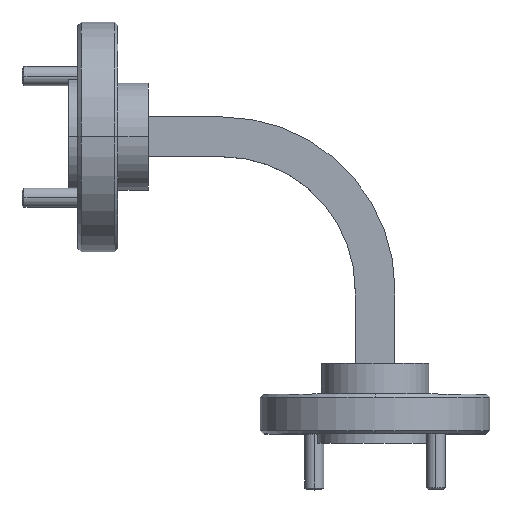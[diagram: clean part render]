
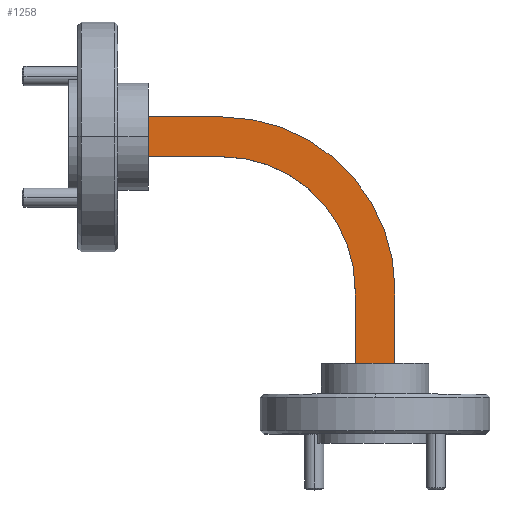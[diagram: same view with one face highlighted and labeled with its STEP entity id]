
A CAD part, top view. The second image highlights one B-rep face of the part: STEP entity #1258.
In plain terms, the highlighted planar face has unit normal (0, 0, 1).
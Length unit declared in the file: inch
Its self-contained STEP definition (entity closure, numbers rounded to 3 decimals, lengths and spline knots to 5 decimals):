
#130 = ORIENTED_EDGE ( 'NONE', *, *, #166, .F. ) ;
#133 = DIRECTION ( 'NONE',  ( 0., 0., -1. ) ) ;
#166 = EDGE_CURVE ( 'NONE', #208, #903, #1113, .T. ) ;
#208 = VERTEX_POINT ( 'NONE', #2792 ) ;
#224 = CARTESIAN_POINT ( 'NONE',  ( 0.5, -0.5, 0.09 ) ) ;
#228 = EDGE_CURVE ( 'NONE', #438, #208, #2069, .T. ) ;
#299 = CARTESIAN_POINT ( 'NONE',  ( 0.5, -0.74, 0.09 ) ) ;
#438 = VERTEX_POINT ( 'NONE', #4030 ) ;
#510 = ORIENTED_EDGE ( 'NONE', *, *, #2489, .F. ) ;
#547 = ORIENTED_EDGE ( 'NONE', *, *, #228, .F. ) ;
#595 = AXIS2_PLACEMENT_3D ( 'NONE', #2831, #3117, #2147 ) ;
#805 = VERTEX_POINT ( 'NONE', #4013 ) ;
#836 = EDGE_CURVE ( 'NONE', #3329, #4309, #2588, .T. ) ;
#850 = DIRECTION ( 'NONE',  ( 0., 0., -1. ) ) ;
#900 = CARTESIAN_POINT ( 'NONE',  ( 0.5, -0.5, 0.09 ) ) ;
#901 = CARTESIAN_POINT ( 'NONE',  ( 0.935, -0.5, 0.09 ) ) ;
#903 = VERTEX_POINT ( 'NONE', #2033 ) ;
#1023 = CARTESIAN_POINT ( 'NONE',  ( 0.5, -0.065, 0.09 ) ) ;
#1099 = FACE_OUTER_BOUND ( 'NONE', #2455, .T. ) ;
#1113 = LINE ( 'NONE', #1397, #4169 ) ;
#1176 = EDGE_CURVE ( 'NONE', #2212, #805, #2129, .T. ) ;
#1258 = ADVANCED_FACE ( 'NONE', ( #1099 ), #3789, .T. ) ;
#1386 = ORIENTED_EDGE ( 'NONE', *, *, #4014, .T. ) ;
#1397 = CARTESIAN_POINT ( 'NONE',  ( 1.065, -0.5, 0.09 ) ) ;
#1659 = VECTOR ( 'NONE', #3285, 39.37008 ) ;
#1719 = AXIS2_PLACEMENT_3D ( 'NONE', #224, #133, #2091 ) ;
#2033 = CARTESIAN_POINT ( 'NONE',  ( 1.065, -0.74, 0.09 ) ) ;
#2037 = DIRECTION ( 'NONE',  ( -1., 0., 0. ) ) ;
#2038 = ORIENTED_EDGE ( 'NONE', *, *, #836, .T. ) ;
#2069 = CIRCLE ( 'NONE', #1719, 0.565 ) ;
#2091 = DIRECTION ( 'NONE',  ( -1., 0., 0. ) ) ;
#2129 = LINE ( 'NONE', #3234, #2976 ) ;
#2138 = VERTEX_POINT ( 'NONE', #1023 ) ;
#2147 = DIRECTION ( 'NONE',  ( 1., 0., 0. ) ) ;
#2185 = DIRECTION ( 'NONE',  ( -1., 0., 0. ) ) ;
#2212 = VERTEX_POINT ( 'NONE', #2464 ) ;
#2316 = CARTESIAN_POINT ( 'NONE',  ( 0.5, -0.065, 0.09 ) ) ;
#2445 = ORIENTED_EDGE ( 'NONE', *, *, #1176, .F. ) ;
#2450 = EDGE_CURVE ( 'NONE', #2138, #2212, #3291, .T. ) ;
#2455 = EDGE_LOOP ( 'NONE', ( #510, #130, #547, #1386, #2445, #3469, #4101, #2038 ) ) ;
#2464 = CARTESIAN_POINT ( 'NONE',  ( 0.26, -0.065, 0.09 ) ) ;
#2489 = EDGE_CURVE ( 'NONE', #903, #4309, #3308, .T. ) ;
#2588 = LINE ( 'NONE', #901, #1659 ) ;
#2792 = CARTESIAN_POINT ( 'NONE',  ( 1.065, -0.5, 0.09 ) ) ;
#2831 = CARTESIAN_POINT ( 'NONE',  ( 0.5, -0.065, 0.09 ) ) ;
#2976 = VECTOR ( 'NONE', #4123, 39.37008 ) ;
#3009 = DIRECTION ( 'NONE',  ( -1., 0., 0. ) ) ;
#3117 = DIRECTION ( 'NONE',  ( 0., 0., 1. ) ) ;
#3210 = CARTESIAN_POINT ( 'NONE',  ( 0.935, -0.74, 0.09 ) ) ;
#3233 = CARTESIAN_POINT ( 'NONE',  ( 0.935, -0.5, 0.09 ) ) ;
#3234 = CARTESIAN_POINT ( 'NONE',  ( 0.26, -0.065, 0.09 ) ) ;
#3244 = CARTESIAN_POINT ( 'NONE',  ( 0.5, 0.065, 0.09 ) ) ;
#3285 = DIRECTION ( 'NONE',  ( 0., -1., 0. ) ) ;
#3291 = LINE ( 'NONE', #2316, #3695 ) ;
#3308 = LINE ( 'NONE', #299, #3493 ) ;
#3329 = VERTEX_POINT ( 'NONE', #3233 ) ;
#3364 = EDGE_CURVE ( 'NONE', #2138, #3329, #3822, .T. ) ;
#3386 = AXIS2_PLACEMENT_3D ( 'NONE', #900, #850, #3542 ) ;
#3395 = VECTOR ( 'NONE', #2185, 39.37008 ) ;
#3469 = ORIENTED_EDGE ( 'NONE', *, *, #2450, .F. ) ;
#3493 = VECTOR ( 'NONE', #2037, 39.37008 ) ;
#3542 = DIRECTION ( 'NONE',  ( -1., 0., 0. ) ) ;
#3695 = VECTOR ( 'NONE', #3009, 39.37008 ) ;
#3789 = PLANE ( 'NONE',  #595 ) ;
#3822 = CIRCLE ( 'NONE', #3386, 0.435 ) ;
#3870 = LINE ( 'NONE', #3244, #3395 ) ;
#4013 = CARTESIAN_POINT ( 'NONE',  ( 0.26, 0.065, 0.09 ) ) ;
#4014 = EDGE_CURVE ( 'NONE', #438, #805, #3870, .T. ) ;
#4030 = CARTESIAN_POINT ( 'NONE',  ( 0.5, 0.065, 0.09 ) ) ;
#4082 = DIRECTION ( 'NONE',  ( 0., -1., 0. ) ) ;
#4101 = ORIENTED_EDGE ( 'NONE', *, *, #3364, .T. ) ;
#4123 = DIRECTION ( 'NONE',  ( 0., 1., 0. ) ) ;
#4169 = VECTOR ( 'NONE', #4082, 39.37008 ) ;
#4309 = VERTEX_POINT ( 'NONE', #3210 ) ;
